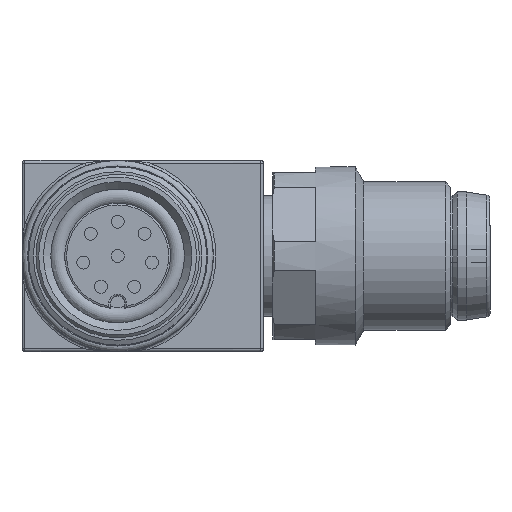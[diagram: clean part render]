
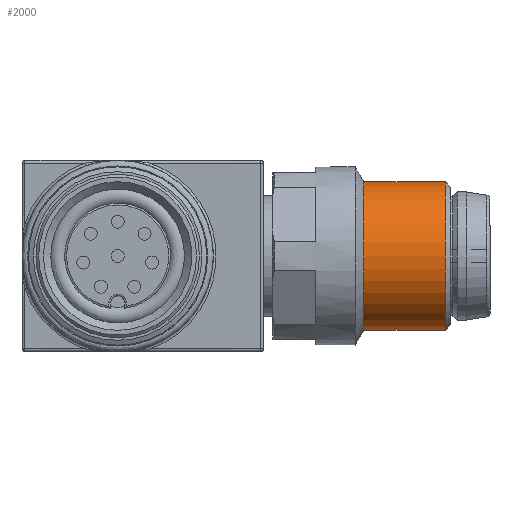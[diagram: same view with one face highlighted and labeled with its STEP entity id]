
A CAD part, left-side view. The second image highlights one B-rep face of the part: STEP entity #2000.
In plain terms, the highlighted cylindrical face has radius 4 mm (diameter 8 mm), a full revolution.
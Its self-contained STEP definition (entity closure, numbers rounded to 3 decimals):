
#2000=ADVANCED_FACE('',(#2355,#2356),#2244,.T.);
#2244=CYLINDRICAL_SURFACE('',#8320,4.);
#2355=FACE_BOUND('',#2905,.T.);
#2356=FACE_BOUND('',#2906,.T.);
#2905=EDGE_LOOP('',(#4912));
#2906=EDGE_LOOP('',(#4913));
#4912=ORIENTED_EDGE('',*,*,#6764,.F.);
#4913=ORIENTED_EDGE('',*,*,#6765,.T.);
#5728=VERTEX_POINT('',#14175);
#5729=VERTEX_POINT('',#14177);
#6764=EDGE_CURVE('',#5728,#5728,#7379,.T.);
#6765=EDGE_CURVE('',#5729,#5729,#7380,.T.);
#7379=CIRCLE('',#8318,4.);
#7380=CIRCLE('',#8319,4.);
#8318=AXIS2_PLACEMENT_3D('',#14174,#10535,#10536);
#8319=AXIS2_PLACEMENT_3D('',#14176,#10537,#10538);
#8320=AXIS2_PLACEMENT_3D('',#14178,#10539,#10540);
#10535=DIRECTION('',(0.,1.,0.));
#10536=DIRECTION('',(0.,0.,-1.));
#10537=DIRECTION('',(0.,1.,0.));
#10538=DIRECTION('',(0.,0.,-1.));
#10539=DIRECTION('',(0.,1.,0.));
#10540=DIRECTION('',(0.,0.,1.));
#14174=CARTESIAN_POINT('',(162.55,36.75,0.));
#14175=CARTESIAN_POINT('',(162.55,36.75,-4.));
#14176=CARTESIAN_POINT('',(162.55,32.35,0.));
#14177=CARTESIAN_POINT('',(162.55,32.35,-4.));
#14178=CARTESIAN_POINT('',(162.55,42.95,0.));
